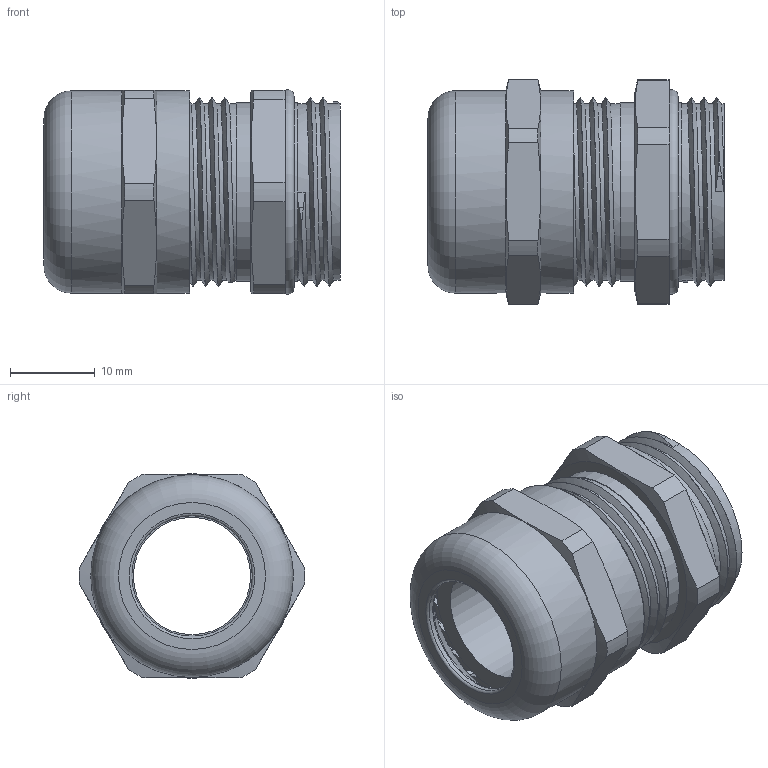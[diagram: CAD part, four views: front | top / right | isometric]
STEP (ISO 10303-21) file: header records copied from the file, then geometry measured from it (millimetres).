
FILE_DESCRIPTION(/* description */ ('Euro-Top PG 16'),/* implementation_level */ '2;1');
FILE_NAME(/* name */ '60080416-RST.stp',/* time_stamp */ '2019-12-04T15:03:40+01:00',/* author */ ('sl'),/* organization */ (''),/* preprocessor_version */ 'ST-DEVELOPER v16.5',/* originating_system */ 'Autodesk Inventor 2017',/* authorisation */ '');
FILE_SCHEMA (('AUTOMOTIVE_DESIGN { 1 0 10303 214 3 1 1 }'));
Length unit declared in the file: millimetre
Products named in the file (6): 60080416; 60080416_1; 60080416_2; 60080416_3; 60080416_4; 60080416_5
Assembly tree (5 placements, depth 2):
  60080416
    60080416_1
    60080416_2
    60080416_3
    60080416_4
    60080416_5
Bounding box: 34.96 x 26.64 x 24.17 mm (x, y, z)
Volume: 6180.2 mm3; surface area: 11014.6 mm2
Topology: 5 solids, 5 shells, 278 faces, 763 edges, 497 vertices
Faces by surface type: plane 128, cylinder 99, torus 28, cone 17, bspline 6
Full cylindrical faces by diameter (mm): 13.83 x1, 14.22 x1, 14.34 x1, 16.54 x1, 16.63 x1, 17.23 x2, 18.23 x1, 18.28 x1, 19.2 x1, 19.34 x1, 20.85 x4, 21.02 x1, 21.06 x1, 21.1 x1, 21.13 x8, 22.63 x7, 23.5 x1, 23.9 x2
Entity records: 11275 total; most frequent: CARTESIAN_POINT 4728, DIRECTION 1369, ORIENTED_EDGE 1312, EDGE_CURVE 656, AXIS2_PLACEMENT_3D 538, VERTEX_POINT 447, EDGE_LOOP 309, LINE 293
